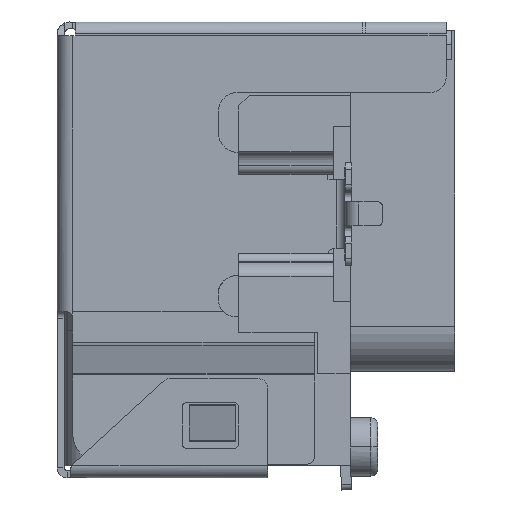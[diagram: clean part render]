
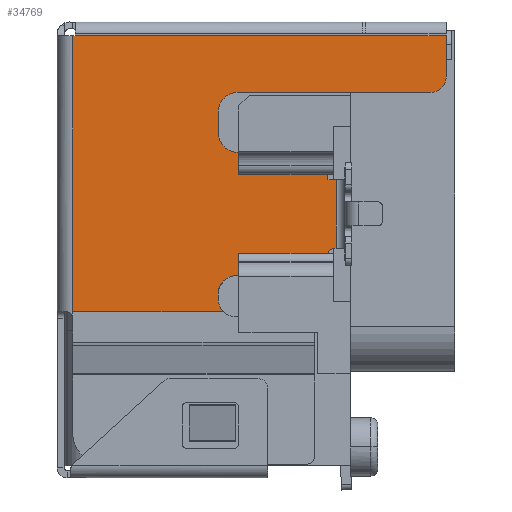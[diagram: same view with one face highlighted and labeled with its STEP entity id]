
A CAD part, left-side view. The second image highlights one B-rep face of the part: STEP entity #34769.
In plain terms, the highlighted planar face has unit normal (1, 0.003, 0).
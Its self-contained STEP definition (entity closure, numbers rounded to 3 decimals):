
#28907=CARTESIAN_POINT('',(-7.123,-10.7,
-1.25));
#28908=DIRECTION('',(1.,0.003,0.));
#28909=DIRECTION('',(0.003,-1.,0.));
#28910=AXIS2_PLACEMENT_3D('',#28907,#28908,#28909);
#28912=DIRECTION('',(-0.003,1.,0.));
#28913=VECTOR('',#28912,0.073);
#28914=CARTESIAN_POINT('',(-7.15,-0.324,
-0.05));
#28915=LINE('',#28914,#28913);
#28916=CARTESIAN_POINT('',(-7.138,-5.,
-7.75));
#28917=DIRECTION('',(-1.,-0.003,0.));
#28918=DIRECTION('',(-0.003,1.,0.));
#28919=AXIS2_PLACEMENT_3D('',#28916,#28917,#28918);
#28921=CARTESIAN_POINT('',(-7.138,-5.,-7.05));
#28922=CARTESIAN_POINT('',(-7.138,-4.74,
-7.053));
#28923=CARTESIAN_POINT('',(-7.139,-4.503,
-7.29));
#28924=CARTESIAN_POINT('',(-7.139,-4.5,-7.55));
#28926=CARTESIAN_POINT('',(-7.132,-7.25,-6.6));
#28927=DIRECTION('',(1.,0.003,0.));
#28928=DIRECTION('',(0.003,-1.,0.));
#28929=AXIS2_PLACEMENT_3D('',#28926,#28927,#28928);
#28931=CARTESIAN_POINT('',(-7.13,-7.9,-6.45));
#28932=DIRECTION('',(-1.,-0.003,0.));
#28933=DIRECTION('',(0.,0.,1.));
#28934=AXIS2_PLACEMENT_3D('',#28931,#28932,#28933);
#28936=CARTESIAN_POINT('',(-7.132,-7.25,-3.9));
#28937=DIRECTION('',(1.,0.003,0.));
#28938=DIRECTION('',(0.,0.,1.));
#28939=AXIS2_PLACEMENT_3D('',#28936,#28937,#28938);
#28941=CARTESIAN_POINT('',(-7.139,-4.5,-2.9));
#28942=CARTESIAN_POINT('',(-7.139,-4.503,
-3.186));
#28943=CARTESIAN_POINT('',(-7.138,-4.764,
-3.447));
#28944=CARTESIAN_POINT('',(-7.137,-5.05,-3.45));
#28946=CARTESIAN_POINT('',(-7.137,-5.05,-1.7));
#28947=CARTESIAN_POINT('',(-7.138,-4.764,
-1.703));
#28948=CARTESIAN_POINT('',(-7.139,-4.503,
-1.964));
#28949=CARTESIAN_POINT('',(-7.139,-4.5,-2.25));
#28959=DIRECTION('',(0.003,-1.,0.));
#28960=VECTOR('',#28959,5.65);
#28961=CARTESIAN_POINT('',(-7.137,-5.05,-1.7));
#28962=LINE('',#28961,#28960);
#28975=DIRECTION('',(0.,0.,1.));
#28976=VECTOR('',#28975,0.65);
#28977=CARTESIAN_POINT('',(-7.139,-4.5,-2.9));
#28978=LINE('',#28977,#28976);
#28995=DIRECTION('',(0.003,-1.,0.));
#28996=VECTOR('',#28995,2.2);
#28997=CARTESIAN_POINT('',(-7.137,-5.05,-3.45));
#28998=LINE('',#28997,#28996);
#29007=DIRECTION('',(0.,0.,1.));
#29008=VECTOR('',#29007,0.35);
#29009=CARTESIAN_POINT('',(-7.13,-7.7,-4.25));
#29010=LINE('',#29009,#29008);
#29019=DIRECTION('',(0.002,-1.,0.));
#29020=VECTOR('',#29019,0.245);
#29021=CARTESIAN_POINT('',(-7.13,-7.7,-4.25));
#29022=LINE('',#29021,#29020);
#29056=DIRECTION('',(0.,0.,-1.));
#29057=VECTOR('',#29056,2.);
#29058=CARTESIAN_POINT('',(-7.13,-7.945,-4.25));
#29059=LINE('',#29058,#29057);
#29181=DIRECTION('',(-0.002,-1.,0.));
#29182=VECTOR('',#29181,0.045);
#29183=CARTESIAN_POINT('',(-7.13,-7.9,
-6.25));
#29184=LINE('',#29183,#29182);
#29639=DIRECTION('',(0.,0.,1.));
#29640=VECTOR('',#29639,0.15);
#29641=CARTESIAN_POINT('',(-7.13,-7.7,
-6.6));
#29642=LINE('',#29641,#29640);
#29651=DIRECTION('',(0.003,-1.,0.));
#29652=VECTOR('',#29651,2.25);
#29653=CARTESIAN_POINT('',(-7.138,-5.,-7.05));
#29654=LINE('',#29653,#29652);
#29663=DIRECTION('',(0.,0.,1.));
#29664=VECTOR('',#29663,0.2);
#29665=CARTESIAN_POINT('',(-7.139,-4.5,-7.75));
#29666=LINE('',#29665,#29664);
#29689=DIRECTION('',(0.003,-1.,0.));
#29690=VECTOR('',#29689,4.392);
#29691=CARTESIAN_POINT('',(-7.15,-0.251,-8.1));
#29692=LINE('',#29691,#29690);
#30373=DIRECTION('',(0.,0.,-1.));
#30374=VECTOR('',#30373,8.05);
#30375=CARTESIAN_POINT('',(-7.15,-0.251,
-0.05));
#30376=LINE('',#30375,#30374);
#33185=DIRECTION('',(-0.003,1.,0.));
#33186=VECTOR('',#33185,8.377);
#33187=CARTESIAN_POINT('',(-7.128,-8.701,
-0.05));
#33188=LINE('',#33187,#33186);
#33201=DIRECTION('',(-0.003,1.,0.));
#33202=VECTOR('',#33201,2.449);
#33203=CARTESIAN_POINT('',(-7.121,-11.15,-0.05));
#33204=LINE('',#33203,#33202);
#33213=DIRECTION('',(0.,0.,1.));
#33214=VECTOR('',#33213,1.2);
#33215=CARTESIAN_POINT('',(-7.121,-11.15,
-1.25));
#33216=LINE('',#33215,#33214);
#33549=CARTESIAN_POINT('',(-7.15,-0.251,
-0.05));
#33550=CARTESIAN_POINT('',(-7.15,-0.324,
-0.05));
#33551=VERTEX_POINT('',#33549);
#33552=VERTEX_POINT('',#33550);
#33658=CARTESIAN_POINT('',(-7.121,-11.15,-1.25));
#33659=CARTESIAN_POINT('',(-7.123,-10.7,-1.7));
#33660=VERTEX_POINT('',#33658);
#33661=VERTEX_POINT('',#33659);
#33662=CARTESIAN_POINT('',(-7.121,-11.15,-0.05));
#33663=VERTEX_POINT('',#33662);
#33664=CARTESIAN_POINT('',(-7.128,-8.701,
-0.05));
#33665=VERTEX_POINT('',#33664);
#33666=CARTESIAN_POINT('',(-7.15,-0.251,-8.1));
#33667=VERTEX_POINT('',#33666);
#33668=CARTESIAN_POINT('',(-7.139,-4.643,
-8.1));
#33669=VERTEX_POINT('',#33668);
#33670=CARTESIAN_POINT('',(-7.139,-4.5,-7.75));
#33671=VERTEX_POINT('',#33670);
#33672=CARTESIAN_POINT('',(-7.139,-4.5,-7.55));
#33673=VERTEX_POINT('',#33672);
#33674=VERTEX_POINT('',#28921);
#33675=CARTESIAN_POINT('',(-7.132,-7.25,
-7.05));
#33676=VERTEX_POINT('',#33675);
#33677=CARTESIAN_POINT('',(-7.13,-7.7,-6.6));
#33678=VERTEX_POINT('',#33677);
#33679=CARTESIAN_POINT('',(-7.13,-7.7,
-6.45));
#33680=VERTEX_POINT('',#33679);
#33681=CARTESIAN_POINT('',(-7.13,-7.9,-6.25));
#33682=VERTEX_POINT('',#33681);
#33683=CARTESIAN_POINT('',(-7.13,-7.945,-6.25));
#33684=VERTEX_POINT('',#33683);
#33685=CARTESIAN_POINT('',(-7.13,-7.945,-4.25));
#33686=VERTEX_POINT('',#33685);
#33687=CARTESIAN_POINT('',(-7.13,-7.7,-4.25));
#33688=VERTEX_POINT('',#33687);
#33689=CARTESIAN_POINT('',(-7.13,-7.7,
-3.9));
#33690=VERTEX_POINT('',#33689);
#33691=CARTESIAN_POINT('',(-7.132,-7.25,-3.45));
#33692=VERTEX_POINT('',#33691);
#33693=CARTESIAN_POINT('',(-7.137,-5.05,-3.45));
#33694=VERTEX_POINT('',#33693);
#33695=VERTEX_POINT('',#28941);
#33696=CARTESIAN_POINT('',(-7.139,-4.5,-2.25));
#33697=VERTEX_POINT('',#33696);
#33698=VERTEX_POINT('',#28946);
#34714=CARTESIAN_POINT('',(-7.136,-5.701,-4.075));
#34715=DIRECTION('',(1.,0.003,0.));
#34716=DIRECTION('',(0.003,-1.,0.));
#34717=AXIS2_PLACEMENT_3D('',#34714,#34715,#34716);
#34718=PLANE('',#34717);
#34720=ORIENTED_EDGE('',*,*,#34719,.F.);
#34722=ORIENTED_EDGE('',*,*,#34721,.T.);
#34724=ORIENTED_EDGE('',*,*,#34723,.T.);
#34726=ORIENTED_EDGE('',*,*,#34725,.T.);
#34728=ORIENTED_EDGE('',*,*,#34727,.T.);
#34730=ORIENTED_EDGE('',*,*,#34729,.T.);
#34732=ORIENTED_EDGE('',*,*,#34731,.T.);
#34734=ORIENTED_EDGE('',*,*,#34733,.F.);
#34736=ORIENTED_EDGE('',*,*,#34735,.T.);
#34738=ORIENTED_EDGE('',*,*,#34737,.F.);
#34740=ORIENTED_EDGE('',*,*,#34739,.T.);
#34742=ORIENTED_EDGE('',*,*,#34741,.F.);
#34744=ORIENTED_EDGE('',*,*,#34743,.T.);
#34746=ORIENTED_EDGE('',*,*,#34745,.F.);
#34748=ORIENTED_EDGE('',*,*,#34747,.T.);
#34750=ORIENTED_EDGE('',*,*,#34749,.F.);
#34752=ORIENTED_EDGE('',*,*,#34751,.F.);
#34754=ORIENTED_EDGE('',*,*,#34753,.T.);
#34756=ORIENTED_EDGE('',*,*,#34755,.F.);
#34758=ORIENTED_EDGE('',*,*,#34757,.F.);
#34760=ORIENTED_EDGE('',*,*,#34759,.F.);
#34762=ORIENTED_EDGE('',*,*,#34761,.T.);
#34764=ORIENTED_EDGE('',*,*,#34763,.F.);
#34766=ORIENTED_EDGE('',*,*,#34765,.T.);
#34767=EDGE_LOOP('',(#34720,#34722,#34724,#34726,#34728,#34730,#34732,#34734,
#34736,#34738,#34740,#34742,#34744,#34746,#34748,#34750,#34752,#34754,#34756,
#34758,#34760,#34762,#34764,#34766));
#34768=FACE_OUTER_BOUND('',#34767,.F.);
#28911=CIRCLE('',#28910,0.45);
#28920=CIRCLE('',#28919,0.5);
#28925=B_SPLINE_CURVE_WITH_KNOTS('',3,(#28921,#28922,#28923,#28924),
.UNSPECIFIED.,.F.,.F.,(4,4),(0.,1.),.UNSPECIFIED.);
#28930=CIRCLE('',#28929,0.45);
#28935=CIRCLE('',#28934,0.2);
#28940=CIRCLE('',#28939,0.45);
#28945=B_SPLINE_CURVE_WITH_KNOTS('',3,(#28941,#28942,#28943,#28944),
.UNSPECIFIED.,.F.,.F.,(4,4),(0.,1.),.UNSPECIFIED.);
#28950=B_SPLINE_CURVE_WITH_KNOTS('',3,(#28946,#28947,#28948,#28949),
.UNSPECIFIED.,.F.,.F.,(4,4),(0.,1.),.UNSPECIFIED.);
#34719=EDGE_CURVE('',#33660,#33661,#28911,.T.);
#34721=EDGE_CURVE('',#33660,#33663,#33216,.T.);
#34723=EDGE_CURVE('',#33663,#33665,#33204,.T.);
#34725=EDGE_CURVE('',#33665,#33552,#33188,.T.);
#34727=EDGE_CURVE('',#33552,#33551,#28915,.T.);
#34729=EDGE_CURVE('',#33551,#33667,#30376,.T.);
#34731=EDGE_CURVE('',#33667,#33669,#29692,.T.);
#34733=EDGE_CURVE('',#33671,#33669,#28920,.T.);
#34735=EDGE_CURVE('',#33671,#33673,#29666,.T.);
#34737=EDGE_CURVE('',#33674,#33673,#28925,.T.);
#34739=EDGE_CURVE('',#33674,#33676,#29654,.T.);
#34741=EDGE_CURVE('',#33678,#33676,#28930,.T.);
#34743=EDGE_CURVE('',#33678,#33680,#29642,.T.);
#34745=EDGE_CURVE('',#33682,#33680,#28935,.T.);
#34747=EDGE_CURVE('',#33682,#33684,#29184,.T.);
#34749=EDGE_CURVE('',#33686,#33684,#29059,.T.);
#34751=EDGE_CURVE('',#33688,#33686,#29022,.T.);
#34753=EDGE_CURVE('',#33688,#33690,#29010,.T.);
#34755=EDGE_CURVE('',#33692,#33690,#28940,.T.);
#34757=EDGE_CURVE('',#33694,#33692,#28998,.T.);
#34759=EDGE_CURVE('',#33695,#33694,#28945,.T.);
#34761=EDGE_CURVE('',#33695,#33697,#28978,.T.);
#34763=EDGE_CURVE('',#33698,#33697,#28950,.T.);
#34765=EDGE_CURVE('',#33698,#33661,#28962,.T.);
#34769=ADVANCED_FACE('',(#34768),#34718,.T.);
